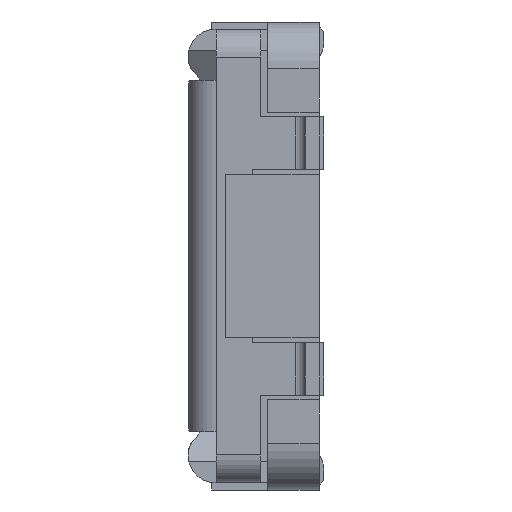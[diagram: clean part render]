
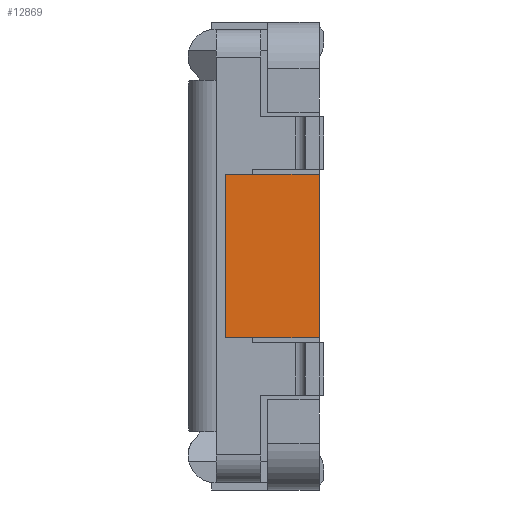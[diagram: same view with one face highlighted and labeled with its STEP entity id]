
A CAD part, left-side view. The second image highlights one B-rep face of the part: STEP entity #12869.
In plain terms, the highlighted planar face has unit normal (-1, 0, 0).
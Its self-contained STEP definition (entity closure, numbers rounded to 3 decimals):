
#116=DIRECTION('',(0.,0.,1.));
#117=VECTOR('',#116,0.7);
#118=CARTESIAN_POINT('',(-3.325,0.,-0.35));
#119=LINE('',#118,#117);
#2226=DIRECTION('',(0.,1.,0.));
#2227=VECTOR('',#2226,0.4);
#2228=CARTESIAN_POINT('',(-3.325,0.,0.35));
#2229=LINE('',#2228,#2227);
#2242=DIRECTION('',(0.,0.,1.));
#2243=VECTOR('',#2242,0.7);
#2244=CARTESIAN_POINT('',(-3.325,0.4,-0.35));
#2245=LINE('',#2244,#2243);
#2246=DIRECTION('',(0.,1.,0.));
#2247=VECTOR('',#2246,0.4);
#2248=CARTESIAN_POINT('',(-3.325,0.,-0.35));
#2249=LINE('',#2248,#2247);
#7721=CARTESIAN_POINT('',(-3.325,0.,-0.35));
#7722=VERTEX_POINT('',#7721);
#7723=CARTESIAN_POINT('',(-3.325,0.,0.35));
#7724=VERTEX_POINT('',#7723);
#7789=CARTESIAN_POINT('',(-3.325,0.4,-0.35));
#7790=CARTESIAN_POINT('',(-3.325,0.4,0.35));
#7791=VERTEX_POINT('',#7789);
#7792=VERTEX_POINT('',#7790);
#12858=CARTESIAN_POINT('',(-3.325,0.,-0.35));
#12859=DIRECTION('',(-1.,0.,0.));
#12860=DIRECTION('',(0.,0.,1.));
#12861=AXIS2_PLACEMENT_3D('',#12858,#12859,#12860);
#12862=PLANE('',#12861);
#12863=ORIENTED_EDGE('',*,*,#12808,.T.);
#12864=ORIENTED_EDGE('',*,*,#12827,.F.);
#12865=ORIENTED_EDGE('',*,*,#10221,.F.);
#12866=ORIENTED_EDGE('',*,*,#12788,.T.);
#12867=EDGE_LOOP('',(#12863,#12864,#12865,#12866));
#12868=FACE_OUTER_BOUND('',#12867,.F.);
#12869=ADVANCED_FACE('',(#12868),#12862,.T.);
#10221=EDGE_CURVE('',#7722,#7724,#119,.T.);
#12788=EDGE_CURVE('',#7722,#7791,#2249,.T.);
#12808=EDGE_CURVE('',#7791,#7792,#2245,.T.);
#12827=EDGE_CURVE('',#7724,#7792,#2229,.T.);
